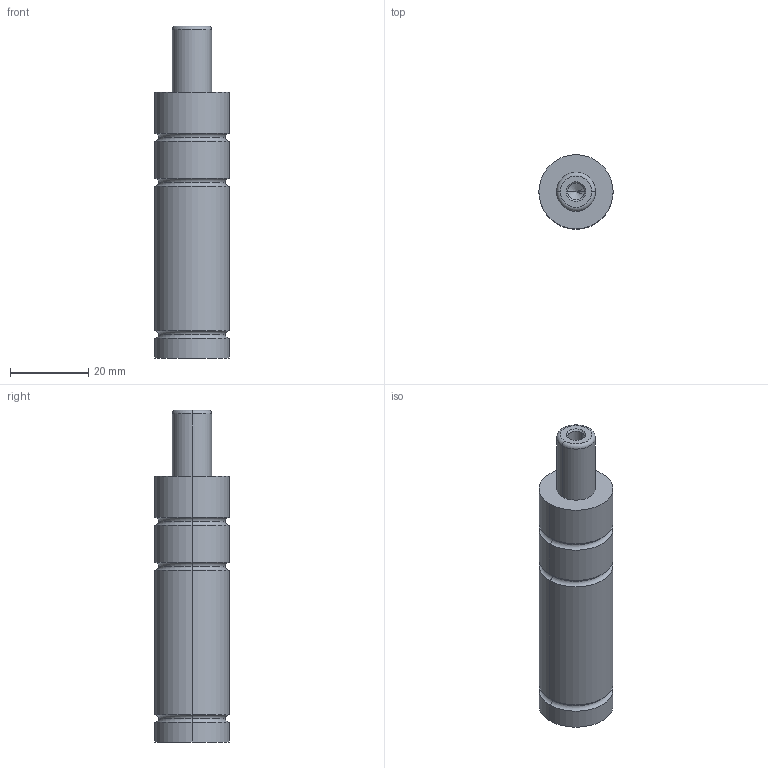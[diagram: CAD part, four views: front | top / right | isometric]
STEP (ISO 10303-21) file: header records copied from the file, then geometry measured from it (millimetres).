
FILE_DESCRIPTION (( 'STEP AP203' ), '1' );
FILE_NAME ('OP 00150_015.step', '2018-11-27T21:06:41', ( '' ), ( '' ), 'SwSTEP 2.0', 'SolidWorks 2016', '' );
FILE_SCHEMA (( 'CONFIG_CONTROL_DESIGN' ));
Length unit declared in the file: millimetre
Products named in the file (1): OP 00150_015
Bounding box: 19 x 19 x 85 mm (x, y, z)
Volume: 19935 mm3; surface area: 5636.4 mm2
Topology: 1 solids, 1 shells, 42 faces, 86 edges, 46 vertices
Faces by surface type: cylinder 16, torus 14, cone 8, plane 4
Entity records: 1153 total; most frequent: DIRECTION 226, CARTESIAN_POINT 171, ORIENTED_EDGE 164, AXIS2_PLACEMENT_3D 101, EDGE_CURVE 82, CIRCLE 58, EDGE_LOOP 46, VERTEX_POINT 46
